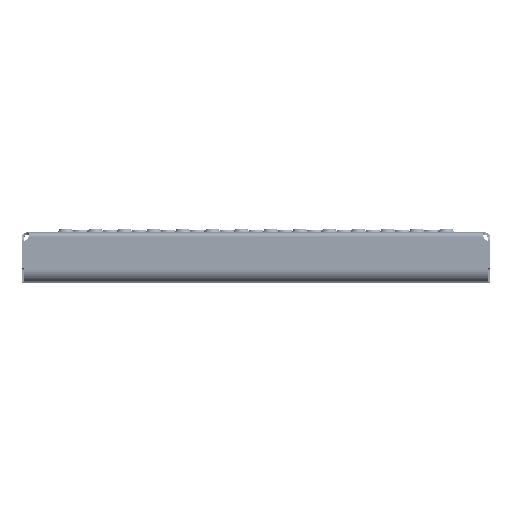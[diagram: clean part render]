
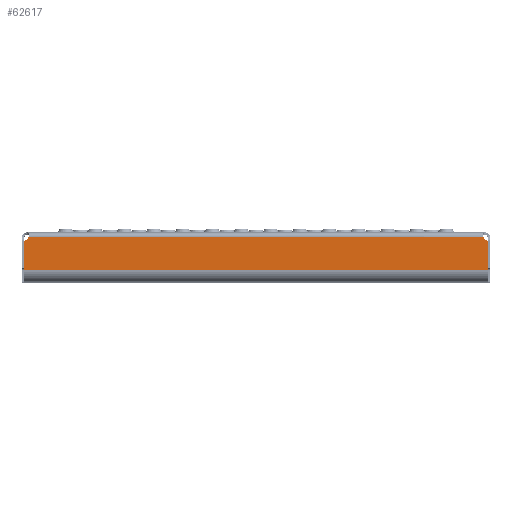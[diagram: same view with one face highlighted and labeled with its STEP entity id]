
A CAD part, top view. The second image highlights one B-rep face of the part: STEP entity #62617.
In plain terms, the highlighted planar face has unit normal (0, 0, 1).
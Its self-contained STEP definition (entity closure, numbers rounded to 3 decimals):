
#30569 = VERTEX_POINT ( 'NONE', #46100 ) ;
#30571 = VERTEX_POINT ( 'NONE', #46101 ) ;
#30575 = VERTEX_POINT ( 'NONE', #46103 ) ;
#30577 = VERTEX_POINT ( 'NONE', #46104 ) ;
#30582 = VERTEX_POINT ( 'NONE', #46107 ) ;
#30587 = VERTEX_POINT ( 'NONE', #46109 ) ;
#36846 = ORIENTED_EDGE ( 'NONE', *, *, #37607, .T. ) ;
#36848 = ORIENTED_EDGE ( 'NONE', *, *, #37608, .T. ) ;
#36849 = ORIENTED_EDGE ( 'NONE', *, *, #37599, .F. ) ;
#36850 = ORIENTED_EDGE ( 'NONE', *, *, #37603, .T. ) ;
#36851 = ORIENTED_EDGE ( 'NONE', *, *, #37609, .T. ) ;
#36853 = ORIENTED_EDGE ( 'NONE', *, *, #37586, .T. ) ;
#37586 = EDGE_CURVE ( 'NONE', #30571, #30569, #51522, .T. ) ;
#37599 = EDGE_CURVE ( 'NONE', #30575, #30577, #51525, .T. ) ;
#37603 = EDGE_CURVE ( 'NONE', #30582, #30587, #51529, .T. ) ;
#37607 = EDGE_CURVE ( 'NONE', #30587, #30577, #59896, .T. ) ;
#37608 = EDGE_CURVE ( 'NONE', #30569, #30582, #51531, .T. ) ;
#37609 = EDGE_CURVE ( 'NONE', #30575, #30571, #59894, .T. ) ;
#45284 = EDGE_LOOP ( 'NONE', ( #36848, #36850, #36846, #36849, #36851, #36853 ) ) ;
#46100 = CARTESIAN_POINT ( 'NONE',  ( -197.99, -32.498, 100. ) ) ;
#46101 = CARTESIAN_POINT ( 'NONE',  ( -197.99, -7.185, 100. ) ) ;
#46103 = CARTESIAN_POINT ( 'NONE',  ( -194.302, -4., 100. ) ) ;
#46104 = CARTESIAN_POINT ( 'NONE',  ( 194.302, -4., 100. ) ) ;
#46107 = CARTESIAN_POINT ( 'NONE',  ( 197.99, -32.498, 100. ) ) ;
#46109 = CARTESIAN_POINT ( 'NONE',  ( 197.99, -7.185, 100. ) ) ;
#51522 = LINE ( 'NONE', #59255, #59883 ) ;
#51525 = LINE ( 'NONE', #59345, #59886 ) ;
#51529 = LINE ( 'NONE', #59353, #59890 ) ;
#51531 = LINE ( 'NONE', #59366, #59899 ) ;
#59255 = CARTESIAN_POINT ( 'NONE',  ( -197.99, -7.185, 100. ) ) ;
#59256 = DIRECTION ( 'NONE',  ( 0., -1., 0. ) ) ;
#59345 = CARTESIAN_POINT ( 'NONE',  ( -199., -4., 100. ) ) ;
#59346 = DIRECTION ( 'NONE',  ( 1., 0., 0. ) ) ;
#59353 = CARTESIAN_POINT ( 'NONE',  ( 197.99, -7.185, 100. ) ) ;
#59354 = DIRECTION ( 'NONE',  ( 0., 1., 0. ) ) ;
#59363 = CARTESIAN_POINT ( 'NONE',  ( 199., -2.288, 100. ) ) ;
#59364 = DIRECTION ( 'NONE',  ( 0., 0., -1. ) ) ;
#59365 = DIRECTION ( 'NONE',  ( 0., -1., 0. ) ) ;
#59366 = CARTESIAN_POINT ( 'NONE',  ( -197.99, -32.498, 100. ) ) ;
#59367 = DIRECTION ( 'NONE',  ( 1., 0., 0. ) ) ;
#59883 = VECTOR ( 'NONE', #59256, 1000. ) ;
#59886 = VECTOR ( 'NONE', #59346, 1000. ) ;
#59890 = VECTOR ( 'NONE', #59354, 1000. ) ;
#59894 = CIRCLE ( 'NONE', #59900, 5. ) ;
#59896 = CIRCLE ( 'NONE', #59897, 5. ) ;
#59897 = AXIS2_PLACEMENT_3D ( 'NONE', #59363, #59364, #59365 ) ;
#59899 = VECTOR ( 'NONE', #59367, 1000. ) ;
#59900 = AXIS2_PLACEMENT_3D ( 'NONE', #60855, #60856, #60857 ) ;
#60855 = CARTESIAN_POINT ( 'NONE',  ( -199., -2.288, 100. ) ) ;
#60856 = DIRECTION ( 'NONE',  ( 0., 0., -1. ) ) ;
#60857 = DIRECTION ( 'NONE',  ( 0., -1., 0. ) ) ;
#62617 = ADVANCED_FACE ( 'NONE', ( #80103 ), #78677, .T. ) ;
#78221 = AXIS2_PLACEMENT_3D ( 'NONE', #78678, #78679, #78680 ) ;
#78677 = PLANE ( 'NONE',  #78221 ) ;
#78678 = CARTESIAN_POINT ( 'NONE',  ( -199., 195.712, 100. ) ) ;
#78679 = DIRECTION ( 'NONE',  ( 0., 0., 1. ) ) ;
#78680 = DIRECTION ( 'NONE',  ( 0., -1., 0. ) ) ;
#80103 = FACE_OUTER_BOUND ( 'NONE', #45284, .T. ) ;
